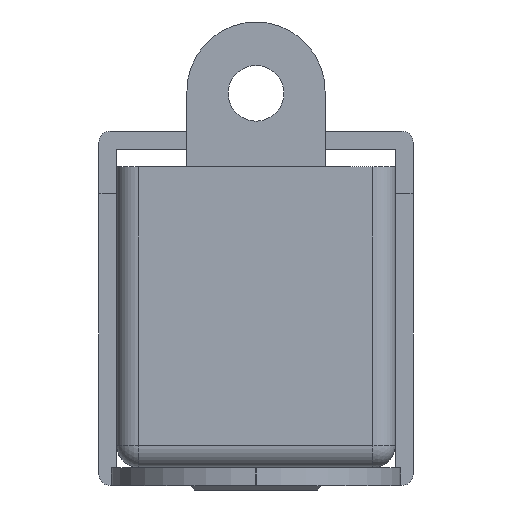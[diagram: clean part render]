
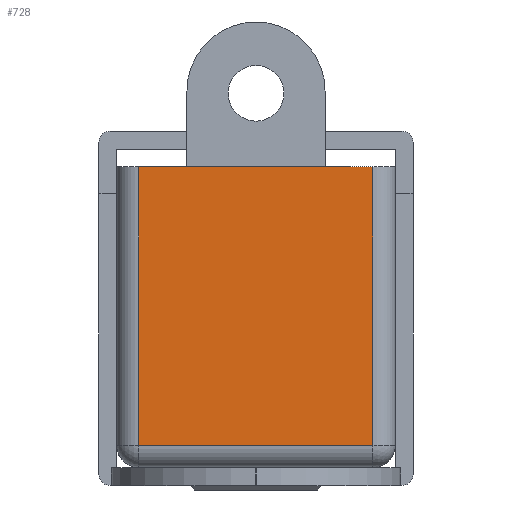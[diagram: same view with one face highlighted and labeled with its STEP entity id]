
A CAD part, left-side view. The second image highlights one B-rep face of the part: STEP entity #728.
In plain terms, the highlighted planar face has unit normal (-1, 0, 0).
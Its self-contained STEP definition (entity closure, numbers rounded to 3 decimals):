
#90 = EDGE_CURVE ( 'NONE', #143, #1155, #1479, .T. ) ;
#143 = VERTEX_POINT ( 'NONE', #2535 ) ;
#151 = VERTEX_POINT ( 'NONE', #2827 ) ;
#242 = CARTESIAN_POINT ( 'NONE',  ( -29.453, 9.84, 13.5 ) ) ;
#275 = PLANE ( 'NONE',  #3118 ) ;
#359 = LINE ( 'NONE', #900, #1896 ) ;
#487 = CARTESIAN_POINT ( 'NONE',  ( -29.453, -1.66, 13.5 ) ) ;
#499 = DIRECTION ( 'NONE',  ( 0., 0., 1. ) ) ;
#577 = DIRECTION ( 'NONE',  ( 0., 1., 0. ) ) ;
#728 = ADVANCED_FACE ( 'NONE', ( #2100 ), #275, .F. ) ;
#772 = ORIENTED_EDGE ( 'NONE', *, *, #798, .T. ) ;
#798 = EDGE_CURVE ( 'NONE', #3427, #143, #359, .T. ) ;
#819 = DIRECTION ( 'NONE',  ( 1., 0., 0. ) ) ;
#838 = CARTESIAN_POINT ( 'NONE',  ( -29.453, 8.84, 13.5 ) ) ;
#900 = CARTESIAN_POINT ( 'NONE',  ( -29.453, 9.84, 1. ) ) ;
#1012 = LINE ( 'NONE', #2956, #2526 ) ;
#1090 = DIRECTION ( 'NONE',  ( 0., -1., 0. ) ) ;
#1129 = DIRECTION ( 'NONE',  ( 0., 0., -1. ) ) ;
#1155 = VERTEX_POINT ( 'NONE', #3107 ) ;
#1343 = EDGE_CURVE ( 'NONE', #151, #3427, #2857, .T. ) ;
#1479 = LINE ( 'NONE', #487, #2190 ) ;
#1568 = ORIENTED_EDGE ( 'NONE', *, *, #1343, .T. ) ;
#1614 = EDGE_CURVE ( 'NONE', #151, #1155, #1012, .T. ) ;
#1896 = VECTOR ( 'NONE', #1090, 1000. ) ;
#2100 = FACE_OUTER_BOUND ( 'NONE', #3194, .T. ) ;
#2190 = VECTOR ( 'NONE', #499, 1000. ) ;
#2526 = VECTOR ( 'NONE', #3204, 1000. ) ;
#2535 = CARTESIAN_POINT ( 'NONE',  ( -29.453, -1.66, 1. ) ) ;
#2760 = VECTOR ( 'NONE', #1129, 1000. ) ;
#2827 = CARTESIAN_POINT ( 'NONE',  ( -29.453, 8.84, 13.5 ) ) ;
#2857 = LINE ( 'NONE', #838, #2760 ) ;
#2956 = CARTESIAN_POINT ( 'NONE',  ( -29.453, 9.84, 13.5 ) ) ;
#3048 = ORIENTED_EDGE ( 'NONE', *, *, #90, .T. ) ;
#3107 = CARTESIAN_POINT ( 'NONE',  ( -29.453, -1.66, 13.5 ) ) ;
#3118 = AXIS2_PLACEMENT_3D ( 'NONE', #242, #819, #577 ) ;
#3158 = ORIENTED_EDGE ( 'NONE', *, *, #1614, .F. ) ;
#3194 = EDGE_LOOP ( 'NONE', ( #3158, #1568, #772, #3048 ) ) ;
#3202 = CARTESIAN_POINT ( 'NONE',  ( -29.453, 8.84, 1. ) ) ;
#3204 = DIRECTION ( 'NONE',  ( 0., -1., 0. ) ) ;
#3427 = VERTEX_POINT ( 'NONE', #3202 ) ;
